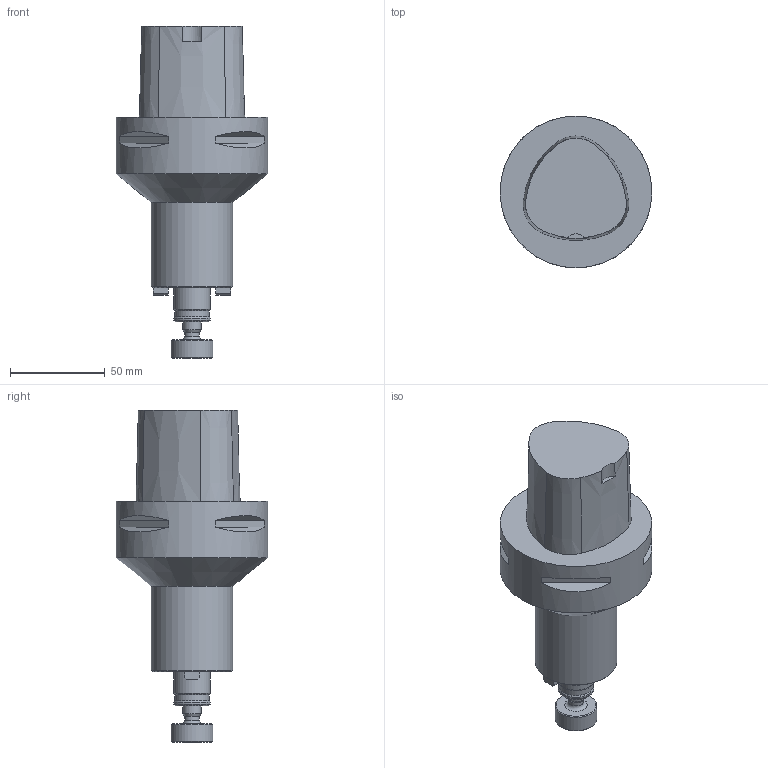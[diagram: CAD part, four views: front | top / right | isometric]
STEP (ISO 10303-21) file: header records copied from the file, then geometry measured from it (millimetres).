
FILE_DESCRIPTION(/* description */ (''),/* implementation_level */ '2;1');
FILE_NAME(/* name */ '1520938441937.stp',/* time_stamp */ '2018-03-13T11:54:07+01:00',/* author */ (''),/* organization */ ('SMS'),/* preprocessor_version */ 'ST-DEVELOPER v15',/* originating_system */ 'SIEMENS PLM Software NX 8.5',/* authorisation */ '');
FILE_SCHEMA (('AUTOMOTIVE_DESIGN { 1 0 10303 214 3 1 1 1 }'));
Length unit declared in the file: millimetre
Products named in the file (1): 201526831mod000_00
Bounding box: 80 x 80 x 175.03 mm (x, y, z)
Volume: 376758 mm3; surface area: 35880.1 mm2
Topology: 1 solids, 1 shells, 57 faces, 128 edges, 86 vertices
Faces by surface type: plane 33, cone 14, cylinder 9, torus 1
Full cylindrical faces by diameter (mm): 7.9 x1, 9.525 x1, 18.107 x1, 19.04 x2, 22 x1, 43 x1, 80 x1
Entity records: 1523 total; most frequent: DIRECTION 270, CARTESIAN_POINT 252, ORIENTED_EDGE 210, AXIS2_PLACEMENT_3D 106, EDGE_CURVE 105, EDGE_LOOP 84, VERTEX_POINT 77, LINE 58
